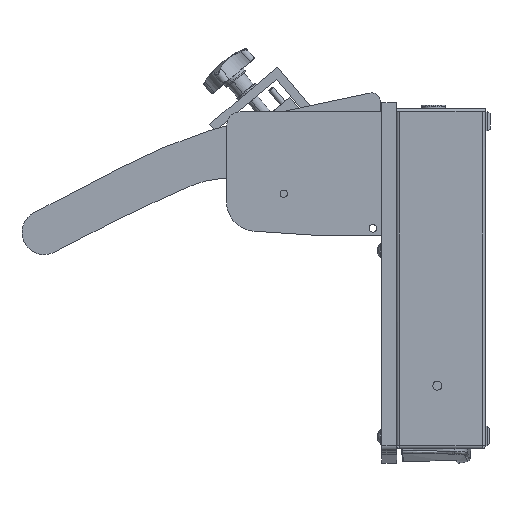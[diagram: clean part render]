
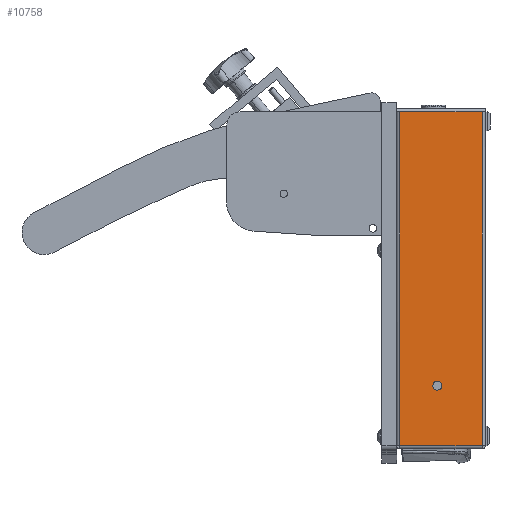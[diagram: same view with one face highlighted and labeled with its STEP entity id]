
A CAD part, left-side view. The second image highlights one B-rep face of the part: STEP entity #10758.
In plain terms, the highlighted face is planar.
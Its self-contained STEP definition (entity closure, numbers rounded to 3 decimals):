
#134 = VERTEX_POINT ( 'NONE', #14652 ) ;
#403 = CARTESIAN_POINT ( 'NONE',  ( 42.5, -260., -0.5 ) ) ;
#677 = EDGE_CURVE ( 'NONE', #20903, #134, #7736, .T. ) ;
#1015 = CARTESIAN_POINT ( 'NONE',  ( 227.9, -260., -27.9 ) ) ;
#1259 = FACE_BOUND ( 'NONE', #11377, .T. ) ;
#1287 = DIRECTION ( 'NONE',  ( 0., -1., 0. ) ) ;
#1328 = EDGE_CURVE ( 'NONE', #16019, #8558, #30747, .T. ) ;
#1995 = DIRECTION ( 'NONE',  ( -1., 0., 0. ) ) ;
#3864 = FACE_OUTER_BOUND ( 'NONE', #25073, .T. ) ;
#4443 = CARTESIAN_POINT ( 'NONE',  ( 1506.9, -260., 27.9 ) ) ;
#4747 = VECTOR ( 'NONE', #25633, 1000. ) ;
#5020 = VECTOR ( 'NONE', #27792, 1000. ) ;
#5746 = ORIENTED_EDGE ( 'NONE', *, *, #18063, .T. ) ;
#7298 = DIRECTION ( 'NONE',  ( 0., 0., -1. ) ) ;
#7736 = LINE ( 'NONE', #27307, #5020 ) ;
#8558 = VERTEX_POINT ( 'NONE', #403 ) ;
#8583 = VECTOR ( 'NONE', #1995, 1000. ) ;
#9481 = LINE ( 'NONE', #4443, #8583 ) ;
#10287 = VERTEX_POINT ( 'NONE', #17105 ) ;
#10758 = ADVANCED_FACE ( 'NONE', ( #1259, #3864 ), #21224, .F. ) ;
#11085 = CARTESIAN_POINT ( 'NONE',  ( 42.5, -260., 2.5 ) ) ;
#11140 = LINE ( 'NONE', #20843, #4747 ) ;
#11153 = CARTESIAN_POINT ( 'NONE',  ( 42.5, -260., 5.5 ) ) ;
#11349 = DIRECTION ( 'NONE',  ( 0., 1., 0. ) ) ;
#11377 = EDGE_LOOP ( 'NONE', ( #23702, #23912 ) ) ;
#12190 = CARTESIAN_POINT ( 'NONE',  ( 2.1, -260., 27.9 ) ) ;
#12195 = CARTESIAN_POINT ( 'NONE',  ( 42.5, -260., 2.5 ) ) ;
#13792 = CARTESIAN_POINT ( 'NONE',  ( 0., -260., 30. ) ) ;
#14652 = CARTESIAN_POINT ( 'NONE',  ( 2.1, -260., -27.9 ) ) ;
#14673 = CARTESIAN_POINT ( 'NONE',  ( 1506.9, -260., -27.9 ) ) ;
#14862 = AXIS2_PLACEMENT_3D ( 'NONE', #11085, #1287, #18779 ) ;
#15814 = EDGE_CURVE ( 'NONE', #8558, #16019, #26461, .T. ) ;
#16019 = VERTEX_POINT ( 'NONE', #11153 ) ;
#17048 = VERTEX_POINT ( 'NONE', #1015 ) ;
#17105 = CARTESIAN_POINT ( 'NONE',  ( 227.9, -260., 27.9 ) ) ;
#18063 = EDGE_CURVE ( 'NONE', #10287, #20903, #9481, .T. ) ;
#18670 = VECTOR ( 'NONE', #27844, 1000. ) ;
#18779 = DIRECTION ( 'NONE',  ( 0., 0., -1. ) ) ;
#18857 = EDGE_CURVE ( 'NONE', #17048, #10287, #11140, .T. ) ;
#19757 = DIRECTION ( 'NONE',  ( 0., -1., 0. ) ) ;
#20843 = CARTESIAN_POINT ( 'NONE',  ( 227.9, -260., -30. ) ) ;
#20903 = VERTEX_POINT ( 'NONE', #12190 ) ;
#21224 = PLANE ( 'NONE',  #24675 ) ;
#23702 = ORIENTED_EDGE ( 'NONE', *, *, #15814, .F. ) ;
#23912 = ORIENTED_EDGE ( 'NONE', *, *, #1328, .F. ) ;
#24675 = AXIS2_PLACEMENT_3D ( 'NONE', #13792, #11349, #32055 ) ;
#24990 = AXIS2_PLACEMENT_3D ( 'NONE', #12195, #19757, #7298 ) ;
#25073 = EDGE_LOOP ( 'NONE', ( #30724, #25826, #5746, #31247 ) ) ;
#25231 = LINE ( 'NONE', #14673, #18670 ) ;
#25633 = DIRECTION ( 'NONE',  ( 0., 0., 1. ) ) ;
#25826 = ORIENTED_EDGE ( 'NONE', *, *, #18857, .T. ) ;
#26461 = CIRCLE ( 'NONE', #14862, 3. ) ;
#27047 = EDGE_CURVE ( 'NONE', #17048, #134, #25231, .T. ) ;
#27307 = CARTESIAN_POINT ( 'NONE',  ( 2.1, -260., 30. ) ) ;
#27792 = DIRECTION ( 'NONE',  ( 0., 0., -1. ) ) ;
#27844 = DIRECTION ( 'NONE',  ( -1., 0., 0. ) ) ;
#30724 = ORIENTED_EDGE ( 'NONE', *, *, #27047, .F. ) ;
#30747 = CIRCLE ( 'NONE', #24990, 3. ) ;
#31247 = ORIENTED_EDGE ( 'NONE', *, *, #677, .T. ) ;
#32055 = DIRECTION ( 'NONE',  ( 0., 0., 1. ) ) ;
